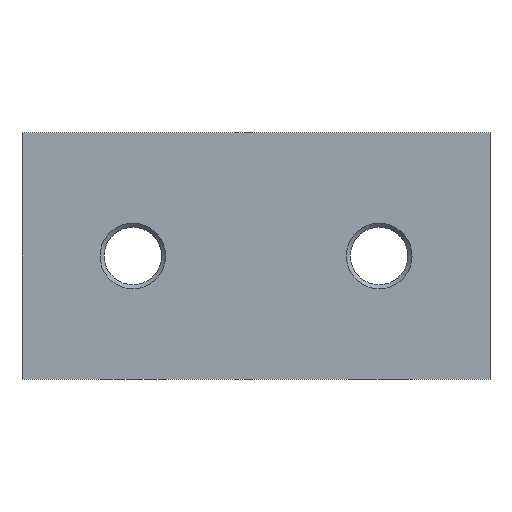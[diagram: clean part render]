
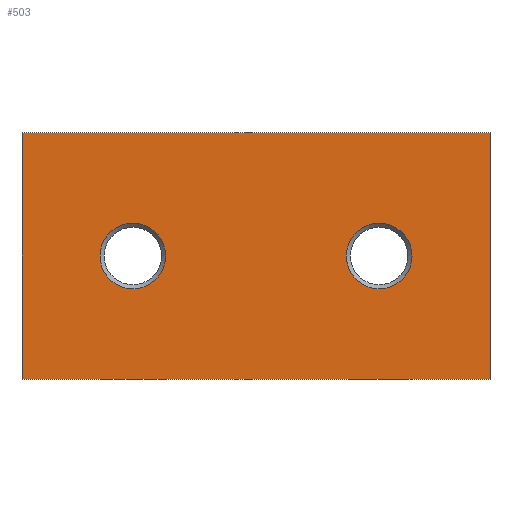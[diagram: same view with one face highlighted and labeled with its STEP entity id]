
A CAD part, front view. The second image highlights one B-rep face of the part: STEP entity #503.
In plain terms, the highlighted planar face has unit normal (0, -1, 0).
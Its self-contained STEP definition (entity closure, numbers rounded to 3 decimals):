
#14=FACE_BOUND('',#74,.T.);
#15=FACE_BOUND('',#75,.T.);
#23=PLANE('',#578);
#50=FACE_OUTER_BOUND('',#73,.T.);
#73=EDGE_LOOP('',(#392,#393,#394,#395));
#74=EDGE_LOOP('',(#396,#397));
#75=EDGE_LOOP('',(#398,#399));
#106=LINE('',#848,#139);
#107=LINE('',#851,#140);
#108=LINE('',#853,#141);
#109=LINE('',#854,#142);
#139=VECTOR('',#701,1000.);
#140=VECTOR('',#704,1000.);
#141=VECTOR('',#705,1000.);
#142=VECTOR('',#706,1000.);
#183=CIRCLE('',#566,4.);
#184=CIRCLE('',#567,4.);
#187=CIRCLE('',#571,4.);
#188=CIRCLE('',#572,4.);
#221=VERTEX_POINT('',#817);
#222=VERTEX_POINT('',#819);
#225=VERTEX_POINT('',#827);
#226=VERTEX_POINT('',#829);
#228=VERTEX_POINT('',#842);
#230=VERTEX_POINT('',#846);
#231=VERTEX_POINT('',#850);
#232=VERTEX_POINT('',#852);
#278=EDGE_CURVE('',#222,#221,#183,.T.);
#279=EDGE_CURVE('',#221,#222,#184,.T.);
#283=EDGE_CURVE('',#226,#225,#187,.T.);
#284=EDGE_CURVE('',#225,#226,#188,.T.);
#292=EDGE_CURVE('',#228,#230,#106,.T.);
#293=EDGE_CURVE('',#230,#231,#107,.T.);
#294=EDGE_CURVE('',#232,#231,#108,.T.);
#295=EDGE_CURVE('',#228,#232,#109,.T.);
#392=ORIENTED_EDGE('',*,*,#293,.T.);
#393=ORIENTED_EDGE('',*,*,#294,.F.);
#394=ORIENTED_EDGE('',*,*,#295,.F.);
#395=ORIENTED_EDGE('',*,*,#292,.T.);
#396=ORIENTED_EDGE('',*,*,#283,.T.);
#397=ORIENTED_EDGE('',*,*,#284,.T.);
#398=ORIENTED_EDGE('',*,*,#278,.T.);
#399=ORIENTED_EDGE('',*,*,#279,.T.);
#503=ADVANCED_FACE('',(#50,#14,#15),#23,.F.);
#566=AXIS2_PLACEMENT_3D('',#820,#669,#670);
#567=AXIS2_PLACEMENT_3D('',#821,#671,#672);
#571=AXIS2_PLACEMENT_3D('',#830,#680,#681);
#572=AXIS2_PLACEMENT_3D('',#831,#682,#683);
#578=AXIS2_PLACEMENT_3D('',#849,#702,#703);
#669=DIRECTION('center_axis',(0.,1.,0.));
#670=DIRECTION('ref_axis',(0.,0.,1.));
#671=DIRECTION('center_axis',(0.,1.,0.));
#672=DIRECTION('ref_axis',(0.,0.,1.));
#680=DIRECTION('center_axis',(0.,1.,0.));
#681=DIRECTION('ref_axis',(0.,0.,1.));
#682=DIRECTION('center_axis',(0.,1.,0.));
#683=DIRECTION('ref_axis',(0.,0.,1.));
#701=DIRECTION('',(-1.,0.,0.));
#702=DIRECTION('center_axis',(0.,1.,0.));
#703=DIRECTION('ref_axis',(0.,0.,1.));
#704=DIRECTION('',(0.,0.,-1.));
#705=DIRECTION('',(-1.,0.,0.));
#706=DIRECTION('',(0.,0.,-1.));
#817=CARTESIAN_POINT('',(-15.,0.,19.));
#819=CARTESIAN_POINT('',(-15.,0.,11.));
#820=CARTESIAN_POINT('Origin',(-15.,0.,15.));
#821=CARTESIAN_POINT('Origin',(-15.,0.,15.));
#827=CARTESIAN_POINT('',(15.,0.,19.));
#829=CARTESIAN_POINT('',(15.,0.,11.));
#830=CARTESIAN_POINT('Origin',(15.,0.,15.));
#831=CARTESIAN_POINT('Origin',(15.,0.,15.));
#842=CARTESIAN_POINT('',(28.5,0.,30.));
#846=CARTESIAN_POINT('',(-28.5,0.,30.));
#848=CARTESIAN_POINT('',(28.5,0.,30.));
#849=CARTESIAN_POINT('Origin',(28.5,0.,30.));
#850=CARTESIAN_POINT('',(-28.5,0.,0.));
#851=CARTESIAN_POINT('',(-28.5,0.,30.));
#852=CARTESIAN_POINT('',(28.5,0.,0.));
#853=CARTESIAN_POINT('',(28.5,0.,0.));
#854=CARTESIAN_POINT('',(28.5,0.,30.));
